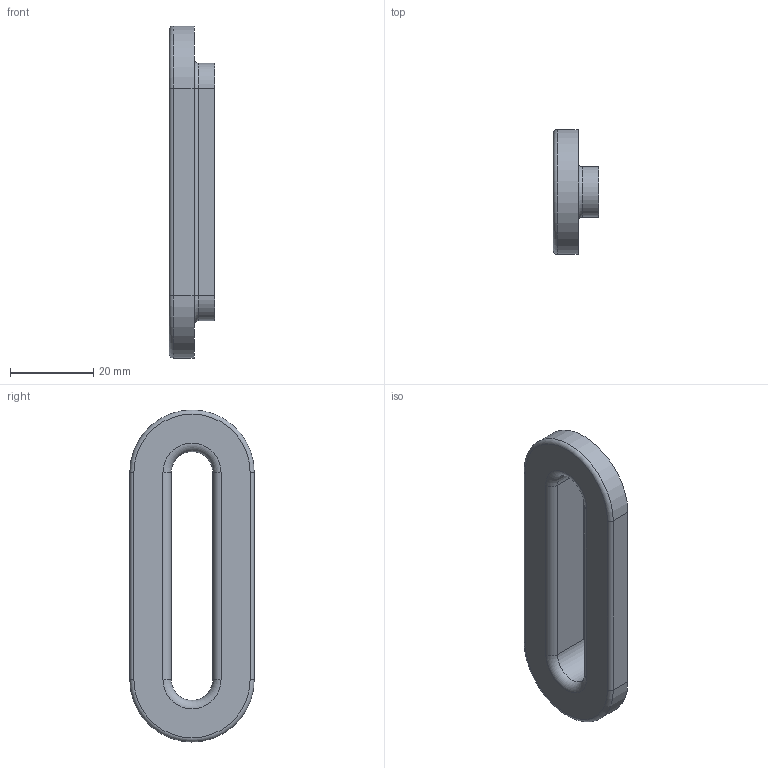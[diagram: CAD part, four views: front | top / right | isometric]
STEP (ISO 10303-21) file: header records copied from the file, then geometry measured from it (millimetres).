
FILE_DESCRIPTION(/* description */ (''),/* implementation_level */ '2;1');
FILE_NAME(/* name */ 'enjoliveur_RSstyle_sangle_V2_bolted.stp',/* time_stamp */ '2023-04-10T12:31:42+02:00',/* author */ ('Samson pc'),/* organization */ (''),/* preprocessor_version */ 'ST-DEVELOPER v19',/* originating_system */ 'Autodesk Inventor 2023',/* authorisation */ '');
FILE_SCHEMA (('AUTOMOTIVE_DESIGN { 1 0 10303 214 3 1 1 }'));
Length unit declared in the file: millimetre
Products named in the file (1): enjoliveur_RSstyle_sangle_V2_bolted
Bounding box: 11 x 30 x 80 mm (x, y, z)
Volume: 10315.9 mm3; surface area: 6302.7 mm2
Topology: 1 solids, 1 shells, 27 faces, 60 edges, 36 vertices
Faces by surface type: cylinder 12, plane 9, torus 6
Entity records: 795 total; most frequent: DIRECTION 146, CARTESIAN_POINT 124, ORIENTED_EDGE 120, EDGE_CURVE 60, AXIS2_PLACEMENT_3D 58, VERTEX_POINT 36, EDGE_LOOP 30, LINE 30
